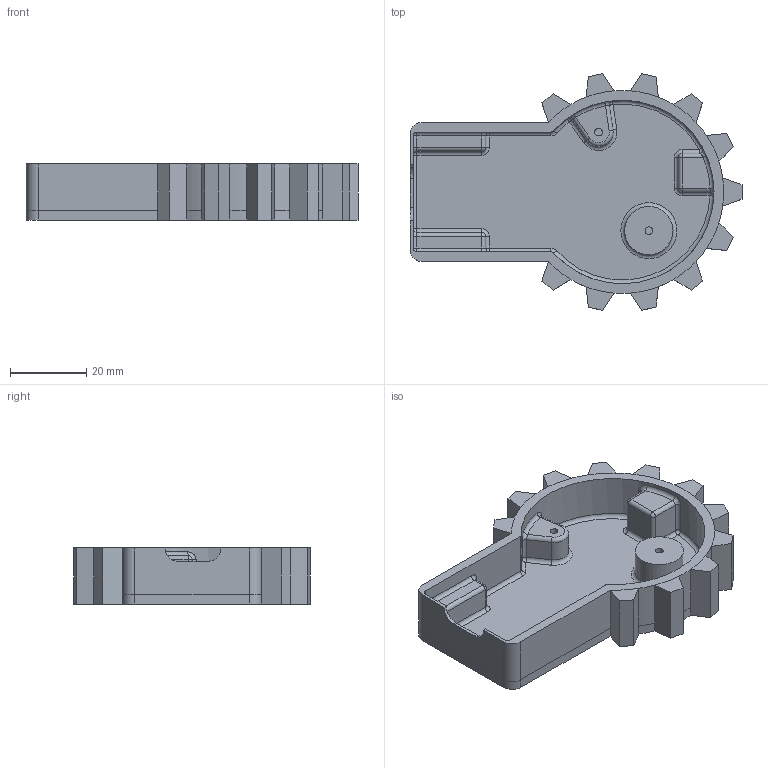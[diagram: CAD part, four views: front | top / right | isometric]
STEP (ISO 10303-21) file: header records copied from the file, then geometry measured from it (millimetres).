
FILE_DESCRIPTION(('FreeCAD Model'),'2;1');
FILE_NAME('Open CASCADE Shape Model','2023-04-24T22:15:45',(''),(''), 'Open CASCADE STEP processor 7.6','FreeCAD','Unknown');
FILE_SCHEMA(('AUTOMOTIVE_DESIGN { 1 0 10303 214 1 1 1 1 }'));
Length unit declared in the file: millimetre
Products named in the file (1): Body
Bounding box: 87.27 x 62.24 x 14.73 mm (x, y, z)
Volume: 23351.3 mm3; surface area: 14993.8 mm2
Topology: 1 solids, 1 shells, 196 faces, 462 edges, 257 vertices
Faces by surface type: plane 84, cylinder 76, torus 18, sphere 14, bspline 4
Full cylindrical faces by diameter (mm): 2.032 x2, 12.7 x1
Entity records: 11750 total; most frequent: CARTESIAN_POINT 2476, DIRECTION 1842, LINE 1027, VECTOR 1027, ORIENTED_EDGE 896, PCURVE 896, DEFINITIONAL_REPRESENTATION 896, EDGE_CURVE 448
